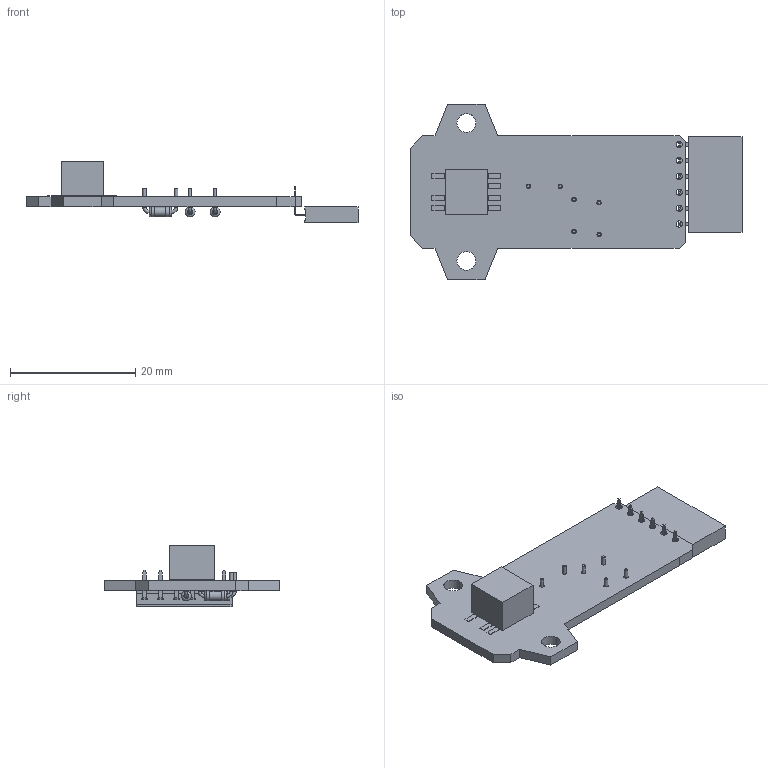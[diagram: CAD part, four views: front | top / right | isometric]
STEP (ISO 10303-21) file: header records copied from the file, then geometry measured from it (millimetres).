
FILE_DESCRIPTION(('KiCad electronic assembly'),'2;1');
FILE_NAME('Button.step','2023-01-22T21:59:16',('An Author'),('A Company' ),'Open CASCADE STEP processor 7.3','KiCad to STEP converter', 'Unknown');
FILE_SCHEMA(('AUTOMOTIVE_DESIGN { 1 0 10303 214 1 1 1 1 }'));
Length unit declared in the file: millimetre
Products named in the file (8): Open CASCADE STEP translator 7.3 1; 228EMVARGBFR; COMPOUND; R_Axial_DIN0204_L3.6mm_D1.6mm_P5.08mm_Horizontal; SOLID; PinSocket_1x06_P2.54mm_Horizontal
Assembly tree (9 placements, depth 3):
  Open CASCADE STEP translator 7.3 1
    228EMVARGBFR
      COMPOUND
    R_Axial_DIN0204_L3.6mm_D1.6mm_P5.08mm_Horizontal  x3
      SOLID
    PinSocket_1x06_P2.54mm_Horizontal
      SOLID
    COMPOUND
Bounding box: 53.03 x 28 x 9.84 mm (x, y, z)
Volume: 1961.1 mm3; surface area: 2957.3 mm2
Topology: 17 solids, 17 shells, 361 faces, 855 edges, 558 vertices
Faces by surface type: plane 302, cylinder 47, torus 12
Full cylindrical faces by diameter (mm): 0.5 x6, 0.7 x6, 0.85 x4, 1 x6, 1.05 x2, 1.44 x3, 1.6 x6, 3 x2
Entity records: 22843 total; most frequent: CARTESIAN_POINT 4162, DIRECTION 3165, LINE 2269, VECTOR 2269, ORIENTED_EDGE 1618, PCURVE 1618, DEFINITIONAL_REPRESENTATION 1618, EDGE_CURVE 809
